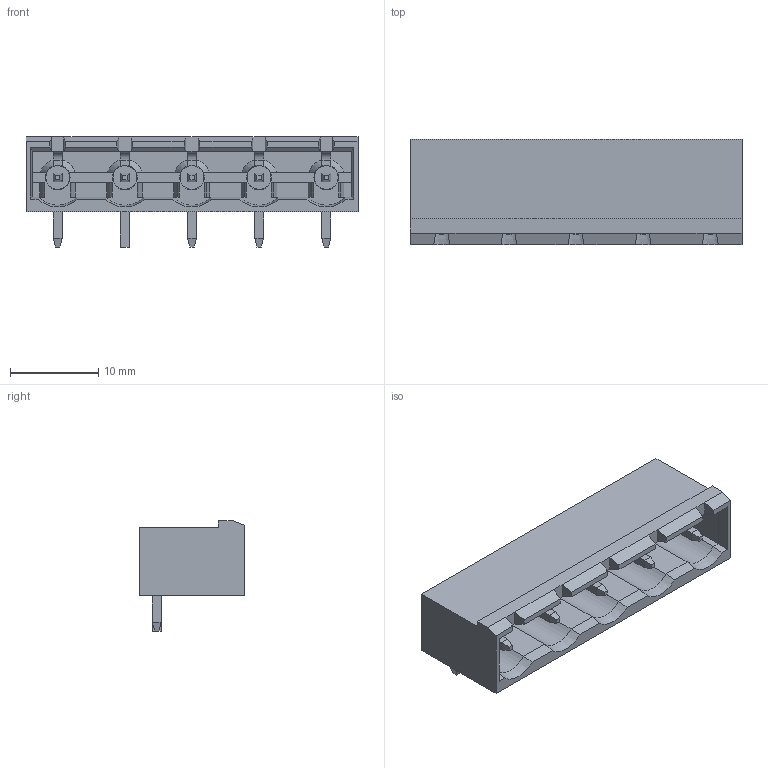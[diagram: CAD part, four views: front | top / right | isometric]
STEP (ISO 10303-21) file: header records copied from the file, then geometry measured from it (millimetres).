
FILE_DESCRIPTION((''),'2;1');
FILE_NAME('WJ2EDGRC-762-5P-00A','2017-03-16T',('QZY'),(''),'CREO PARAMETRIC BY PTC INC, 2014440','CREO PARAMETRIC BY PTC INC, 2014440','');
FILE_SCHEMA(('CONFIG_CONTROL_DESIGN'));
Length unit declared in the file: millimetre
Products named in the file (1): WJ2EDGRC-762-5P-00A
Bounding box: 37.68 x 12 x 12.5 mm (x, y, z)
Volume: 1577.4 mm3; surface area: 3185.1 mm2
Topology: 1 solids, 1 shells, 372 faces, 1005 edges, 630 vertices
Faces by surface type: plane 322, cylinder 25, cone 25
Entity records: 11524 total; most frequent: CARTESIAN_POINT 2139, ORIENTED_EDGE 2010, DIRECTION 1829, EDGE_CURVE 1005, VECTOR 865, LINE 865, VERTEX_POINT 630, AXIS2_PLACEMENT_3D 482
